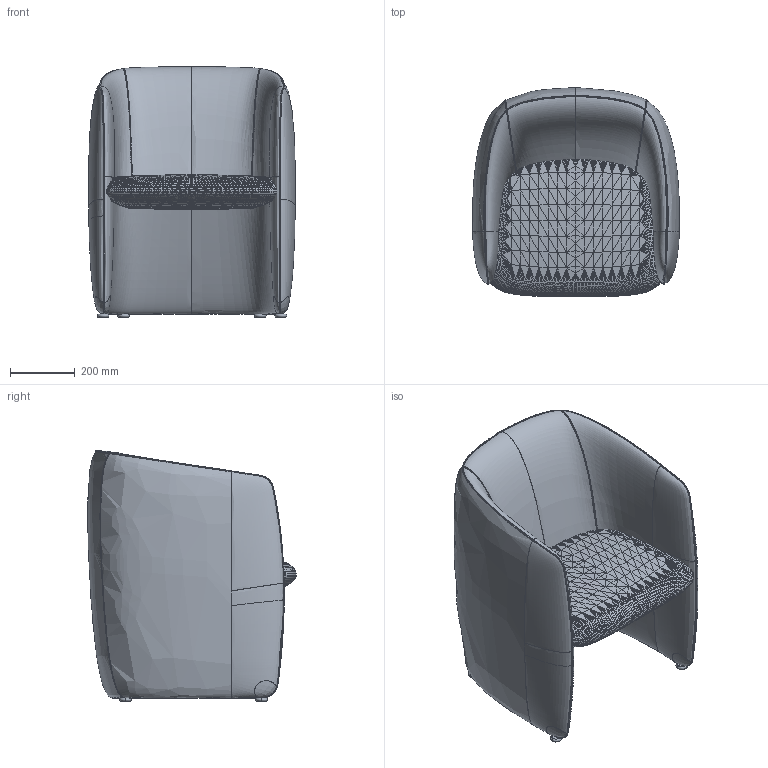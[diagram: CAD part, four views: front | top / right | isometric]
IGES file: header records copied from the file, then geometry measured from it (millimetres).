
Global section: file name: 7Hdise; native system: Rhinoceros ( Jul 17 2013 ); preprocessor: Trout Lake IGES 012 Jul 17 2013; date: 180509.085835; units: millimetre
Bounding box: 637.75 x 643.55 x 772.69 mm (x, y, z)
Surface area: 2825848.4 mm2 (no closed solid volume)
Topology: 0 solids, 0 shells, 10480 faces, 35739 edges, 35737 vertices
Faces by surface type: bspline 10480
